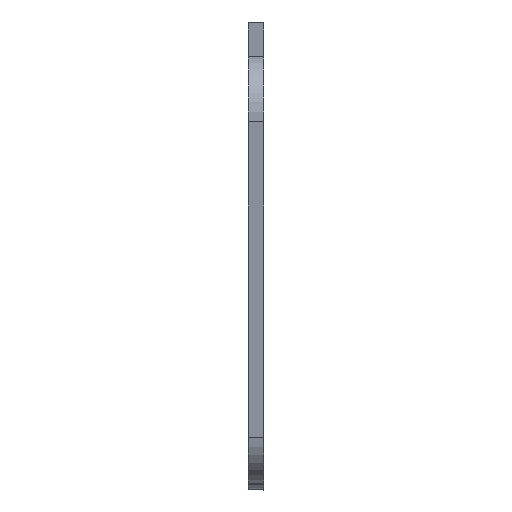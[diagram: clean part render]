
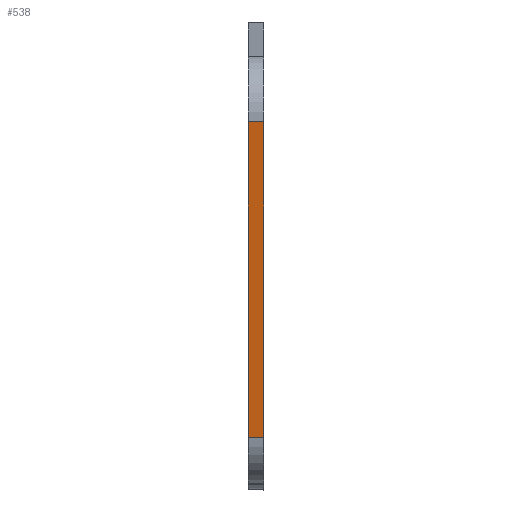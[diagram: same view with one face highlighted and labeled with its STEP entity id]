
A CAD part, top view. The second image highlights one B-rep face of the part: STEP entity #538.
In plain terms, the highlighted planar face has unit normal (0, -0.174, 0.985).
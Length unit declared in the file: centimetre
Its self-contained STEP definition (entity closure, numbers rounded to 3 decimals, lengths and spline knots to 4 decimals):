
#65=PLANE('',#590);
#78=FACE_OUTER_BOUND('',#118,.T.);
#118=EDGE_LOOP('',(#414,#415,#416,#417));
#165=LINE('',#821,#197);
#166=LINE('',#824,#198);
#174=LINE('',#861,#206);
#175=LINE('',#873,#207);
#197=VECTOR('',#648,0.4);
#198=VECTOR('',#651,8.5435);
#206=VECTOR('',#685,8.5435);
#207=VECTOR('',#698,0.4);
#260=VERTEX_POINT('',#814);
#263=VERTEX_POINT('',#819);
#264=VERTEX_POINT('',#823);
#280=VERTEX_POINT('',#859);
#315=EDGE_CURVE('',#260,#263,#165,.T.);
#316=EDGE_CURVE('',#264,#260,#166,.T.);
#335=EDGE_CURVE('',#263,#280,#174,.T.);
#341=EDGE_CURVE('',#280,#264,#175,.T.);
#414=ORIENTED_EDGE('',*,*,#316,.T.);
#415=ORIENTED_EDGE('',*,*,#315,.T.);
#416=ORIENTED_EDGE('',*,*,#335,.T.);
#417=ORIENTED_EDGE('',*,*,#341,.T.);
#538=ADVANCED_FACE('',(#78),#65,.T.);
#590=AXIS2_PLACEMENT_3D('',#872,#696,#697);
#648=DIRECTION('',(1.,0.,0.));
#651=DIRECTION('',(0.,-0.985,-0.174));
#685=DIRECTION('',(0.,0.985,0.174));
#696=DIRECTION('center_axis',(0.,-0.174,0.985));
#697=DIRECTION('ref_axis',(0.,-0.985,-0.174));
#698=DIRECTION('',(-1.,0.,0.));
#814=CARTESIAN_POINT('',(53.4198,45.9148,47.5511));
#819=CARTESIAN_POINT('',(53.8198,45.9148,47.5511));
#821=CARTESIAN_POINT('',(53.4198,45.9148,47.5511));
#823=CARTESIAN_POINT('',(53.4198,54.3276,49.0398));
#824=CARTESIAN_POINT('',(53.4198,54.3276,49.0398));
#859=CARTESIAN_POINT('',(53.8198,54.3276,49.0398));
#861=CARTESIAN_POINT('',(53.8198,45.9148,47.5511));
#872=CARTESIAN_POINT('Origin',(53.4198,54.3259,49.0395));
#873=CARTESIAN_POINT('',(53.8198,54.3276,49.0398));
